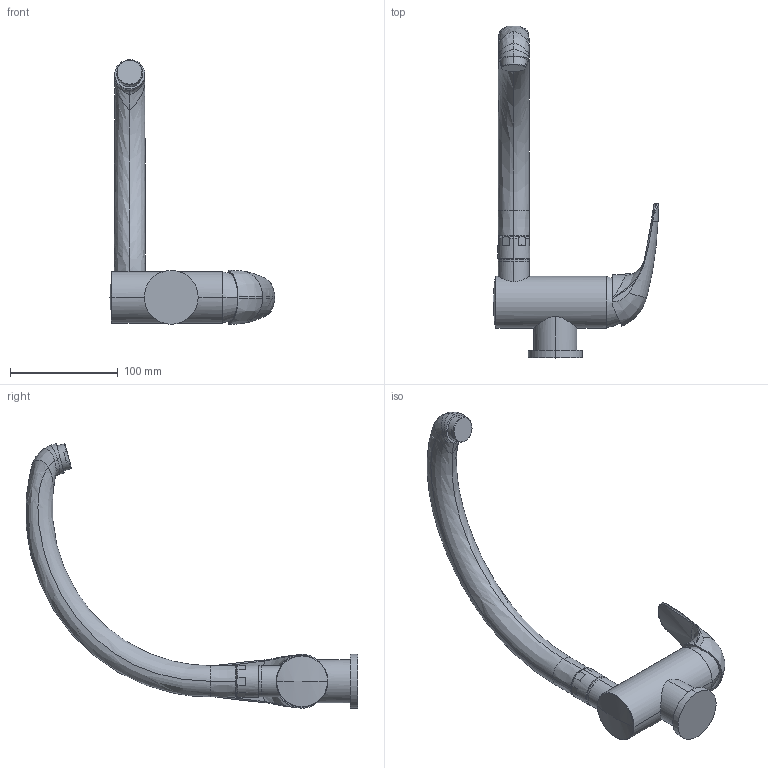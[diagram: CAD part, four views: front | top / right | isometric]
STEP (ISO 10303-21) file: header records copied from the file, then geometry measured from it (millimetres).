
FILE_DESCRIPTION((''),'2;1');
FILE_NAME('DU189CR','2021-11-09T13:52:18',('ut3'),('PAFFONI SpA'),'CREO PARAMETRIC BY PTC INC, 2020044','CREO PARAMETRIC BY PTC INC, 2020044','');
FILE_SCHEMA(('CONFIG_CONTROL_DESIGN','SHAPE_APPEARANCE_LAYERS_GROUPS'));
Length unit declared in the file: millimetre
Products named in the file (1): DU189CR
Bounding box: 153.52 x 307.91 x 245.52 mm (x, y, z)
Volume: 519294.4 mm3; surface area: 76542.6 mm2
Topology: 2 solids, 2 shells, 153 faces, 366 edges, 224 vertices
Faces by surface type: cylinder 46, plane 41, bspline 40, torus 10, cone 10, sphere 6
Entity records: 9476 total; most frequent: CARTESIAN_POINT 5085, ORIENTED_EDGE 724, DIRECTION 605, EDGE_CURVE 362, AXIS2_PLACEMENT_3D 251, VERTEX_POINT 224, EDGE_LOOP 164, FACE_OUTER_BOUND 153
